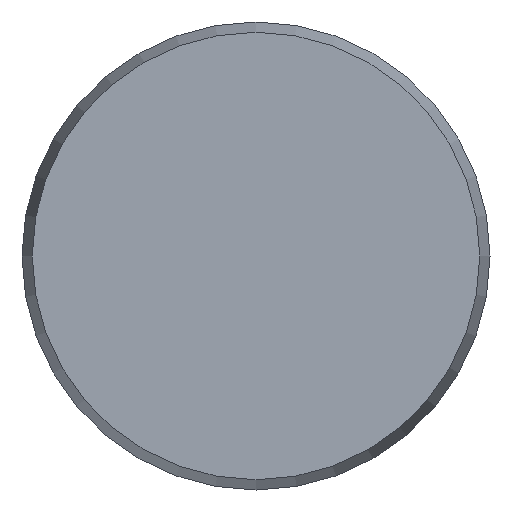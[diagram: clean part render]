
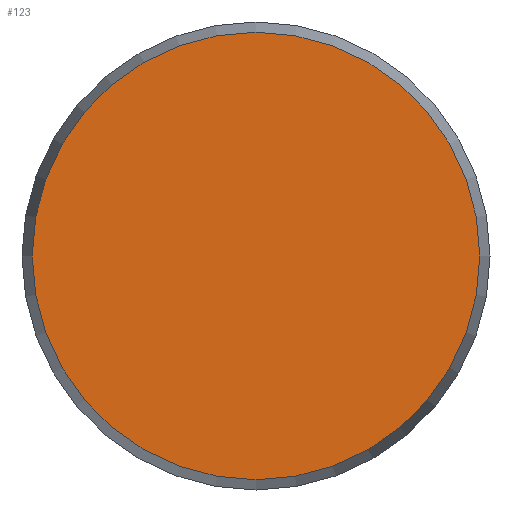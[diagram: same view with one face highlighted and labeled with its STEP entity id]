
A CAD part, front view. The second image highlights one B-rep face of the part: STEP entity #123.
In plain terms, the highlighted planar face has unit normal (0, -1, 0).
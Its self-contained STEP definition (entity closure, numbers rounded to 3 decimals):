
#123 = ADVANCED_FACE( '', ( #262 ), #263, .F. );
#262 = FACE_OUTER_BOUND( '', #435, .T. );
#263 = PLANE( '', #436 );
#435 = EDGE_LOOP( '', ( #677 ) );
#436 = AXIS2_PLACEMENT_3D( '', #678, #679, #680 );
#677 = ORIENTED_EDGE( '', *, *, #799, .T. );
#678 = CARTESIAN_POINT( '', ( 38.25, 0., 0. ) );
#679 = DIRECTION( '', ( 0., 1., 0. ) );
#680 = DIRECTION( '', ( 0., 0., 1. ) );
#799 = EDGE_CURVE( '', #936, #936, #937, .T. );
#936 = VERTEX_POINT( '', #1192 );
#937 = CIRCLE( '', #1193, 38.25 );
#1192 = CARTESIAN_POINT( '', ( 0., 0., -38.25 ) );
#1193 = AXIS2_PLACEMENT_3D( '', #1363, #1364, #1365 );
#1363 = CARTESIAN_POINT( '', ( 0., 0., 0. ) );
#1364 = DIRECTION( '', ( 0., -1., 0. ) );
#1365 = DIRECTION( '', ( 0., 0., -1. ) );
